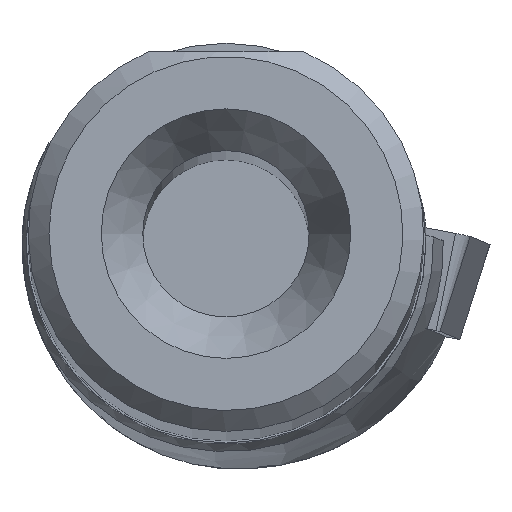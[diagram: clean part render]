
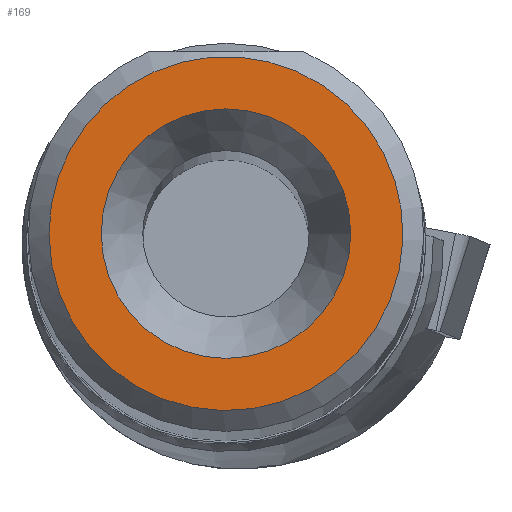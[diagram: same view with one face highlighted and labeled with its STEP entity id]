
A CAD part, top view. The second image highlights one B-rep face of the part: STEP entity #169.
In plain terms, the highlighted planar face has unit normal (0, 0, 1).
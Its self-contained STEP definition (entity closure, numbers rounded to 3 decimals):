
#169=ADVANCED_FACE('',(#297,#298),#196,.T.);
#196=PLANE('',#844);
#297=FACE_BOUND('',#345,.T.);
#298=FACE_BOUND('',#346,.T.);
#345=EDGE_LOOP('',(#475));
#346=EDGE_LOOP('',(#476));
#475=ORIENTED_EDGE('',*,*,#665,.T.);
#476=ORIENTED_EDGE('',*,*,#663,.F.);
#588=VERTEX_POINT('',#1373);
#589=VERTEX_POINT('',#1382);
#663=EDGE_CURVE('',#588,#588,#706,.T.);
#665=EDGE_CURVE('',#589,#589,#707,.T.);
#706=CIRCLE('',#841,4.256);
#707=CIRCLE('',#843,3.);
#841=AXIS2_PLACEMENT_3D('',#1372,#998,#999);
#843=AXIS2_PLACEMENT_3D('',#1381,#1002,#1003);
#844=AXIS2_PLACEMENT_3D('',#1383,#1004,#1005);
#998=DIRECTION('',(0.,0.,-1.));
#999=DIRECTION('',(-1.,0.,0.));
#1002=DIRECTION('',(0.,0.,-1.));
#1003=DIRECTION('',(-1.,0.,0.));
#1004=DIRECTION('',(0.,0.,1.));
#1005=DIRECTION('',(-1.,0.,0.));
#1372=CARTESIAN_POINT('',(0.,0.,0.));
#1373=CARTESIAN_POINT('',(-4.256,0.,0.));
#1381=CARTESIAN_POINT('',(0.,0.,0.));
#1382=CARTESIAN_POINT('',(-3.,0.,0.));
#1383=CARTESIAN_POINT('',(0.,0.,0.));
